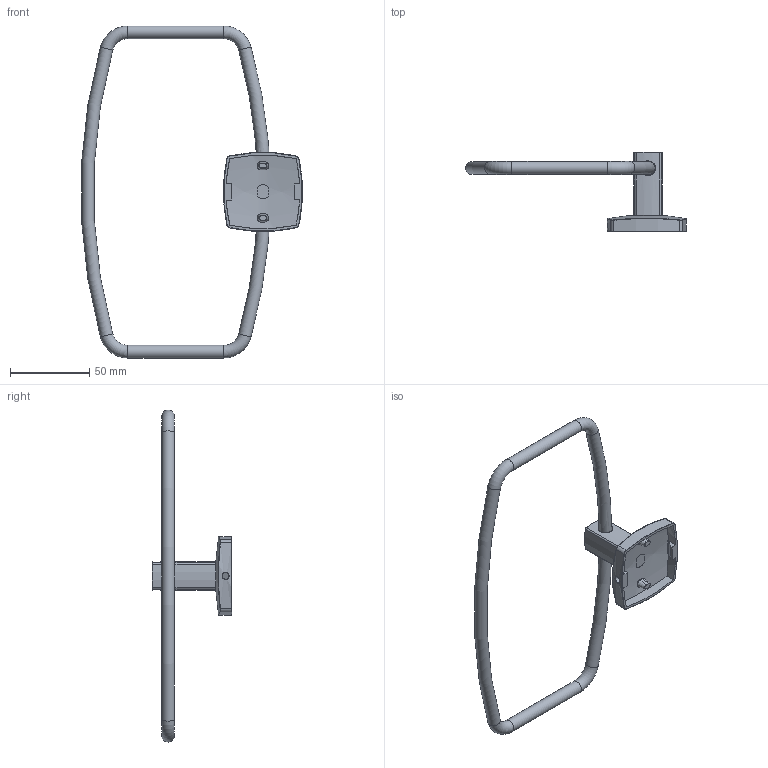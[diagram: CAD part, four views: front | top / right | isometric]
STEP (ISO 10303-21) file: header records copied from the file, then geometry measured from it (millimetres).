
FILE_DESCRIPTION(/* description */ (''),/* implementation_level */ '2;1');
FILE_NAME(/* name */ 'VY7 3D.stp',/* time_stamp */ '2021-03-15T14:31:58-04:00',/* author */ ('fbrousse'),/* organization */ (''),/* preprocessor_version */ 'ST-DEVELOPER v17',/* originating_system */ 'Autodesk Inventor 2018',/* authorisation */ '');
FILE_SCHEMA (('CONFIG_CONTROL_DESIGN'));
Length unit declared in the file: millimetre
Products named in the file (4): VY7; 028-269; 042-204; 042-205
Assembly tree (3 placements, depth 2):
  VY7
    028-269
    042-204
    042-205
Bounding box: 139.59 x 50.12 x 210 mm (x, y, z)
Volume: 46179.7 mm3; surface area: 25246.6 mm2
Topology: 3 solids, 3 shells, 117 faces, 266 edges, 164 vertices
Faces by surface type: torus 31, cylinder 31, bspline 28, plane 20, cone 4, sphere 3
Full cylindrical faces by diameter (mm): 4.2 x1, 8 x2, 9 x2
Entity records: 12516 total; most frequent: CARTESIAN_POINT 9827, DIRECTION 541, ORIENTED_EDGE 532, EDGE_CURVE 266, AXIS2_PLACEMENT_3D 240, VERTEX_POINT 164, CIRCLE 144, EDGE_LOOP 128
